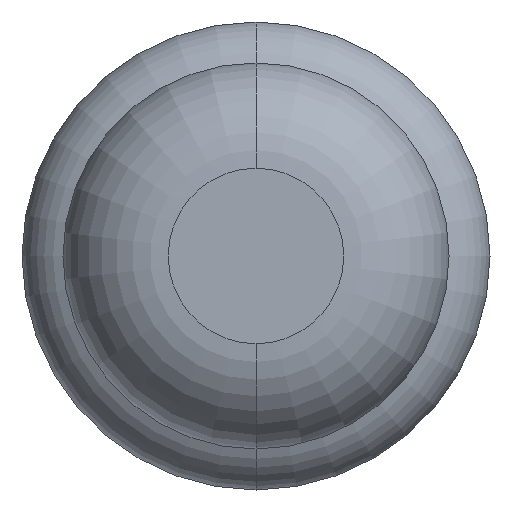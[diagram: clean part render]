
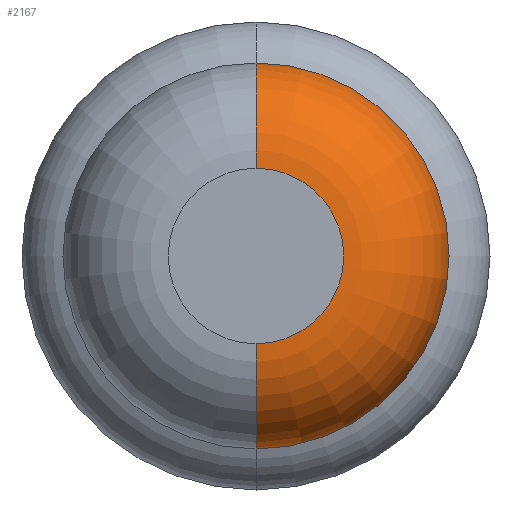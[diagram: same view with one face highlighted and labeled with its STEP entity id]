
A CAD part, front view. The second image highlights one B-rep face of the part: STEP entity #2167.
In plain terms, the highlighted toroidal (fillet/blend) face has major radius 0.375 mm and minor radius 0.45 mm.
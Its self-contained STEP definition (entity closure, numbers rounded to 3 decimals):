
#88 = CIRCLE ( 'NONE', #1362, 0.375 ) ;
#237 = VERTEX_POINT ( 'NONE', #3487 ) ;
#364 = DIRECTION ( 'NONE',  ( -1., 0., 0. ) ) ;
#440 = DIRECTION ( 'NONE',  ( 1., 0., 0. ) ) ;
#445 = CARTESIAN_POINT ( 'NONE',  ( 0., -26., -0.375 ) ) ;
#486 = EDGE_CURVE ( 'NONE', #237, #2159, #677, .T. ) ;
#582 = CARTESIAN_POINT ( 'NONE',  ( 0., -25.55, 0.825 ) ) ;
#613 = AXIS2_PLACEMENT_3D ( 'NONE', #3545, #364, #968 ) ;
#677 = CIRCLE ( 'NONE', #613, 0.45 ) ;
#693 = TOROIDAL_SURFACE ( 'NONE', #2574, 0.375, 0.45 ) ;
#753 = CARTESIAN_POINT ( 'NONE',  ( 0., -25.55, -0.375 ) ) ;
#848 = CARTESIAN_POINT ( 'NONE',  ( 0., -25.55, 0. ) ) ;
#891 = DIRECTION ( 'NONE',  ( 0., 1., 0. ) ) ;
#968 = DIRECTION ( 'NONE',  ( 0., 0., 1. ) ) ;
#1150 = DIRECTION ( 'NONE',  ( 0., 1., 0. ) ) ;
#1362 = AXIS2_PLACEMENT_3D ( 'NONE', #2514, #891, #3809 ) ;
#1507 = FACE_OUTER_BOUND ( 'NONE', #3969, .T. ) ;
#2011 = CARTESIAN_POINT ( 'NONE',  ( 0., -25.55, -0.825 ) ) ;
#2061 = ORIENTED_EDGE ( 'NONE', *, *, #486, .F. ) ;
#2159 = VERTEX_POINT ( 'NONE', #582 ) ;
#2167 = ADVANCED_FACE ( 'Defeature ausgef�hrt1_8', ( #1507 ), #693, .T. ) ;
#2514 = CARTESIAN_POINT ( 'NONE',  ( 0., -26., 0. ) ) ;
#2574 = AXIS2_PLACEMENT_3D ( 'NONE', #3430, #4124, #3469 ) ;
#2642 = EDGE_CURVE ( 'Defeature ausgef�hrt1_8+Defeature ausgef�hrt1_7+Defeature ausgef�hrt1_7+Defeature ausgef�hrt1_7', #237, #3624, #88, .T. ) ;
#2675 = CIRCLE ( 'NONE', #3974, 0.825 ) ;
#2783 = DIRECTION ( 'NONE',  ( 0., 0., 1. ) ) ;
#2927 = VERTEX_POINT ( 'NONE', #2011 ) ;
#2992 = DIRECTION ( 'NONE',  ( 0., 0., -1. ) ) ;
#3336 = EDGE_CURVE ( 'Defeature ausgef�hrt1_9+Defeature ausgef�hrt1_8+Defeature ausgef�hrt1_8+Defeature ausgef�hrt1_8', #2159, #2927, #2675, .T. ) ;
#3430 = CARTESIAN_POINT ( 'NONE',  ( 0., -25.55, 0. ) ) ;
#3469 = DIRECTION ( 'NONE',  ( 0., 0., 1. ) ) ;
#3487 = CARTESIAN_POINT ( 'NONE',  ( 0., -26., 0.375 ) ) ;
#3528 = AXIS2_PLACEMENT_3D ( 'NONE', #753, #440, #2992 ) ;
#3545 = CARTESIAN_POINT ( 'NONE',  ( 0., -25.55, 0.375 ) ) ;
#3624 = VERTEX_POINT ( 'NONE', #445 ) ;
#3652 = CIRCLE ( 'NONE', #3528, 0.45 ) ;
#3666 = ORIENTED_EDGE ( 'NONE', *, *, #3336, .F. ) ;
#3809 = DIRECTION ( 'NONE',  ( 0., 0., 1. ) ) ;
#3942 = ORIENTED_EDGE ( 'NONE', *, *, #4046, .T. ) ;
#3969 = EDGE_LOOP ( 'NONE', ( #4069, #3942, #3666, #2061 ) ) ;
#3974 = AXIS2_PLACEMENT_3D ( 'NONE', #848, #1150, #2783 ) ;
#4046 = EDGE_CURVE ( 'NONE', #3624, #2927, #3652, .T. ) ;
#4069 = ORIENTED_EDGE ( 'NONE', *, *, #2642, .T. ) ;
#4124 = DIRECTION ( 'NONE',  ( 0., 1., 0. ) ) ;
